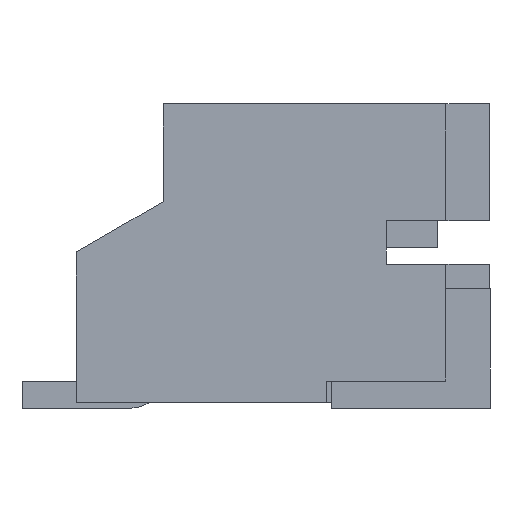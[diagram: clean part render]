
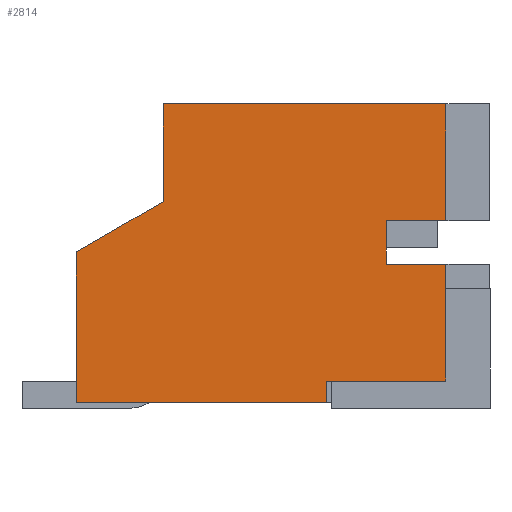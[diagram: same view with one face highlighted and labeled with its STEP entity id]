
A CAD part, left-side view. The second image highlights one B-rep face of the part: STEP entity #2814.
In plain terms, the highlighted planar face has unit normal (-1, 0, 0).
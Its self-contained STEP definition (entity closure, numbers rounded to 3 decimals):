
#166=FACE_OUTER_BOUND('',#318,.T.);
#318=EDGE_LOOP('',(#2099,#2100,#2101,#2102,#2103,#2104,#2105,#2106,#2107,
#2108,#2109,#2110));
#468=LINE('',#3940,#836);
#524=LINE('',#4075,#892);
#546=LINE('',#4126,#914);
#578=LINE('',#4215,#946);
#591=LINE('',#4244,#959);
#592=LINE('',#4246,#960);
#593=LINE('',#4248,#961);
#594=LINE('',#4250,#962);
#595=LINE('',#4252,#963);
#596=LINE('',#4254,#964);
#597=LINE('',#4255,#965);
#598=LINE('',#4256,#966);
#836=VECTOR('',#3184,1000.);
#892=VECTOR('',#3290,1000.);
#914=VECTOR('',#3328,1000.);
#946=VECTOR('',#3400,1000.);
#959=VECTOR('',#3423,1000.);
#960=VECTOR('',#3424,1000.);
#961=VECTOR('',#3425,1000.);
#962=VECTOR('',#3426,1000.);
#963=VECTOR('',#3427,1000.);
#964=VECTOR('',#3428,1000.);
#965=VECTOR('',#3429,1000.);
#966=VECTOR('',#3430,1000.);
#1206=VERTEX_POINT('',#3937);
#1207=VERTEX_POINT('',#3939);
#1261=VERTEX_POINT('',#4073);
#1282=VERTEX_POINT('',#4125);
#1318=VERTEX_POINT('',#4212);
#1319=VERTEX_POINT('',#4214);
#1330=VERTEX_POINT('',#4243);
#1331=VERTEX_POINT('',#4245);
#1332=VERTEX_POINT('',#4247);
#1333=VERTEX_POINT('',#4249);
#1334=VERTEX_POINT('',#4251);
#1335=VERTEX_POINT('',#4253);
#1478=EDGE_CURVE('',#1207,#1206,#468,.T.);
#1546=EDGE_CURVE('',#1206,#1261,#524,.T.);
#1572=EDGE_CURVE('',#1207,#1282,#546,.T.);
#1616=EDGE_CURVE('',#1319,#1318,#578,.T.);
#1631=EDGE_CURVE('',#1318,#1330,#591,.T.);
#1632=EDGE_CURVE('',#1330,#1331,#592,.T.);
#1633=EDGE_CURVE('',#1331,#1332,#593,.T.);
#1634=EDGE_CURVE('',#1332,#1333,#594,.T.);
#1635=EDGE_CURVE('',#1333,#1334,#595,.T.);
#1636=EDGE_CURVE('',#1334,#1335,#596,.T.);
#1637=EDGE_CURVE('',#1335,#1282,#597,.T.);
#1638=EDGE_CURVE('',#1261,#1319,#598,.T.);
#2099=ORIENTED_EDGE('',*,*,#1631,.T.);
#2100=ORIENTED_EDGE('',*,*,#1632,.T.);
#2101=ORIENTED_EDGE('',*,*,#1633,.T.);
#2102=ORIENTED_EDGE('',*,*,#1634,.T.);
#2103=ORIENTED_EDGE('',*,*,#1635,.T.);
#2104=ORIENTED_EDGE('',*,*,#1636,.T.);
#2105=ORIENTED_EDGE('',*,*,#1637,.T.);
#2106=ORIENTED_EDGE('',*,*,#1572,.F.);
#2107=ORIENTED_EDGE('',*,*,#1478,.T.);
#2108=ORIENTED_EDGE('',*,*,#1546,.T.);
#2109=ORIENTED_EDGE('',*,*,#1638,.T.);
#2110=ORIENTED_EDGE('',*,*,#1616,.T.);
#2679=PLANE('',#3010);
#2814=ADVANCED_FACE('',(#166),#2679,.F.);
#3010=AXIS2_PLACEMENT_3D('',#4242,#3421,#3422);
#3184=DIRECTION('',(0.,0.,-1.));
#3290=DIRECTION('',(0.,0.866,-0.5));
#3328=DIRECTION('',(0.,-1.,0.));
#3400=DIRECTION('',(0.,-1.,0.));
#3421=DIRECTION('center_axis',(1.,0.,0.));
#3422=DIRECTION('ref_axis',(0.,1.,0.));
#3423=DIRECTION('',(0.,0.,1.));
#3424=DIRECTION('',(0.,-1.,0.));
#3425=DIRECTION('',(0.,0.,1.));
#3426=DIRECTION('',(0.,1.,0.));
#3427=DIRECTION('',(0.,0.,1.));
#3428=DIRECTION('',(0.,-1.,0.));
#3429=DIRECTION('',(0.,0.,1.));
#3430=DIRECTION('',(0.,0.,-1.));
#3937=CARTESIAN_POINT('',(-7.95,3.,3.8));
#3939=CARTESIAN_POINT('',(-7.95,3.,5.6));
#3940=CARTESIAN_POINT('',(-7.95,3.,3.8));
#4073=CARTESIAN_POINT('',(-7.95,4.6,2.876));
#4075=CARTESIAN_POINT('',(-7.95,4.6,2.876));
#4125=CARTESIAN_POINT('',(-7.95,-2.2,5.6));
#4126=CARTESIAN_POINT('',(-7.95,-3.,5.6));
#4212=CARTESIAN_POINT('',(-7.95,0.,0.1));
#4214=CARTESIAN_POINT('',(-7.95,4.6,0.1));
#4215=CARTESIAN_POINT('',(-7.95,-3.,0.1));
#4242=CARTESIAN_POINT('Origin',(-7.95,-3.,5.6));
#4243=CARTESIAN_POINT('',(-7.95,0.,0.5));
#4244=CARTESIAN_POINT('',(-7.95,0.,0.1));
#4245=CARTESIAN_POINT('',(-7.95,-2.2,0.5));
#4246=CARTESIAN_POINT('',(-7.95,-3.,0.5));
#4247=CARTESIAN_POINT('',(-7.95,-2.2,2.65));
#4248=CARTESIAN_POINT('',(-7.95,-2.2,0.1));
#4249=CARTESIAN_POINT('',(-7.95,-1.1,2.65));
#4250=CARTESIAN_POINT('',(-7.95,-3.,2.65));
#4251=CARTESIAN_POINT('',(-7.95,-1.1,3.45));
#4252=CARTESIAN_POINT('',(-7.95,-1.1,2.65));
#4253=CARTESIAN_POINT('',(-7.95,-2.2,3.45));
#4254=CARTESIAN_POINT('',(-7.95,-3.,3.45));
#4255=CARTESIAN_POINT('',(-7.95,-2.2,0.1));
#4256=CARTESIAN_POINT('',(-7.95,4.6,5.6));
